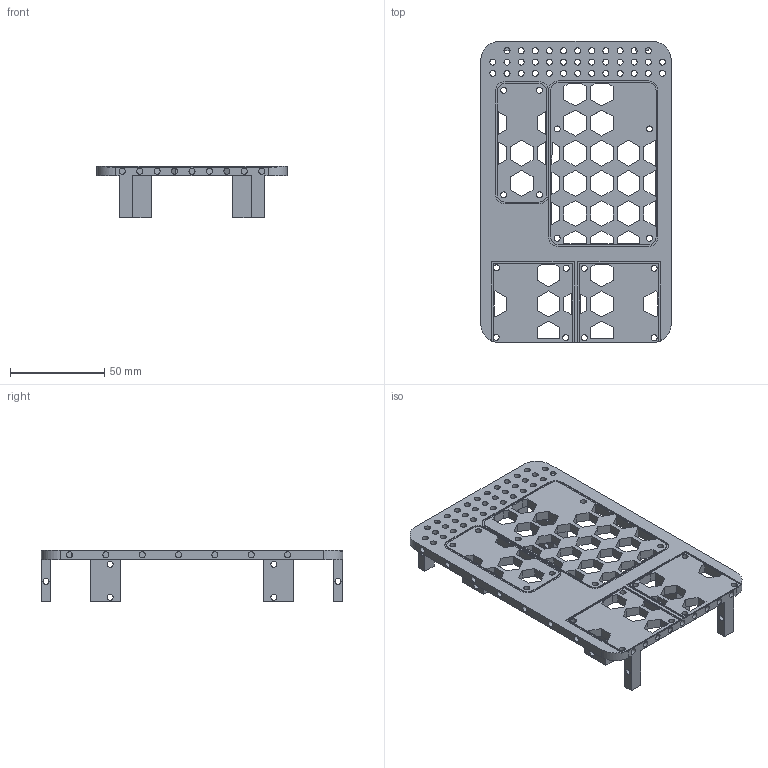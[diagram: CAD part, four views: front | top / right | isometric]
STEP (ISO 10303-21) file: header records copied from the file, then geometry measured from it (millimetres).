
FILE_DESCRIPTION(/* description */ (''),/* implementation_level */ '2;1');
FILE_NAME(/* name */ 'goose v5.step',/* time_stamp */ '2025-12-03T23:51:12-05:00',/* author */ (''),/* organization */ (''),/* preprocessor_version */ 'ST-DEVELOPER v20.1',/* originating_system */ 'Autodesk Translation Framework v14.17.0.0',/* authorisation */ '');
FILE_SCHEMA (('AUTOMOTIVE_DESIGN { 1 0 10303 214 3 1 1 }'));
Length unit declared in the file: millimetre
Products named in the file (2): goose; chassis
Assembly tree (1 placements, depth 2):
  goose
    chassis
Bounding box: 101 x 160 x 27.5 mm (x, y, z)
Volume: 76419.1 mm3; surface area: 46370.6 mm2
Topology: 1 solids, 1 shells, 435 faces, 1239 edges, 824 vertices
Faces by surface type: plane 318, cylinder 117
Full cylindrical faces by diameter (mm): 3.2 x97
Entity records: 14897 total; most frequent: CARTESIAN_POINT 2797, ORIENTED_EDGE 2478, DIRECTION 2361, EDGE_CURVE 1239, LINE 963, VECTOR 963, VERTEX_POINT 824, AXIS2_PLACEMENT_3D 699
